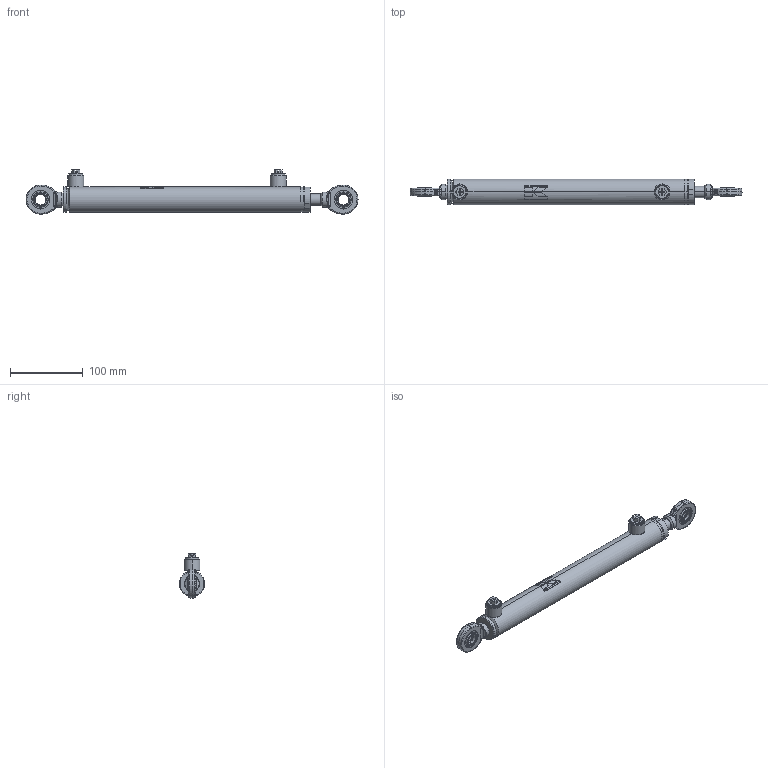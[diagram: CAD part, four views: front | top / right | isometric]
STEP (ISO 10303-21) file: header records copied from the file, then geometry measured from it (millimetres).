
FILE_DESCRIPTION (( 'STEP AP214' ), '1' );
FILE_NAME ('CFGCY0079622-Cylinder.step', '2026-03-07T13:28:13', ( 'Kramp IT' ), ( 'Kramp' ), 'SwSTEP 2.0', 'SolidWorks 2025', '' );
FILE_SCHEMA (( 'AUTOMOTIVE_DESIGN' ));
Length unit declared in the file: millimetre
Products named in the file (19): Tube_Simplified; DC3902501; Rod_Simplified; GK15DO-EC; SLBMM1015; GK15DO-RD; Tube-MA_Simplified; MATE-AID; GK15DO; DS2902513016VM_Simplified; CFGCY0079622-Cylinder; Tube-WA_Simplified; DS2902513016_Simplified; Rod-WA_Simplified; SP04M; LSN04E; DS2902504VM_Simplified; DS2902504_Simplified
Assembly tree (20 placements, depth 4):
  MATE-AID
  CFGCY0079622-Cylinder
    Tube-WA_Simplified
      Tube-MA_Simplified
        Tube_Simplified
        LSN04E
      LSN04E
      DC3902501
        DC3902501
      GK15DO-EC
        GK15DO
    Rod-WA_Simplified
      Rod_Simplified
      GK15DO-RD
        GK15DO
    DS2902513016VM_Simplified
      DS2902513016_Simplified
    DS2902504VM_Simplified
      DS2902504_Simplified
    SLBMM1015
    SP04M  x2
Bounding box: 457 x 35 x 61 mm (x, y, z)
Volume: 296000.8 mm3; surface area: 115661.2 mm2
Topology: 16 solids, 16 shells, 583 faces, 1389 edges, 858 vertices
Faces by surface type: cylinder 175, plane 163, cone 117, bspline 96, torus 32
Entity records: 14627 total; most frequent: CARTESIAN_POINT 5566, DIRECTION 1832, ORIENTED_EDGE 1770, EDGE_CURVE 885, AXIS2_PLACEMENT_3D 748, VERTEX_POINT 550, EDGE_LOOP 425, CIRCLE 389
